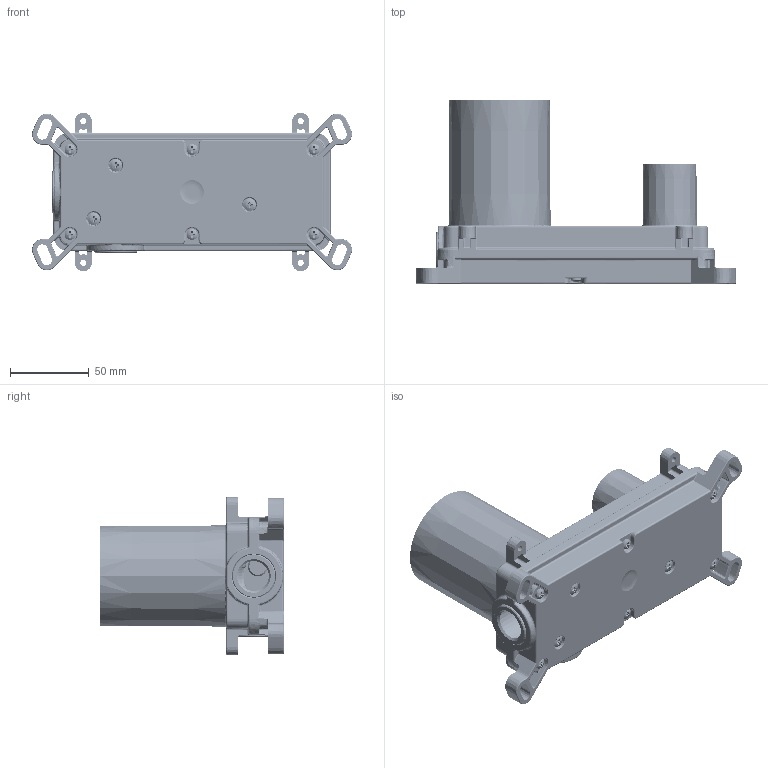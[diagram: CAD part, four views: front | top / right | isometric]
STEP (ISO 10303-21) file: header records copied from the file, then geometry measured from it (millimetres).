
FILE_DESCRIPTION(('CATIA V5 STEP Exchange','CAx-IF Rec.Pracs.--- Model Styling and Organization---1.5--- 2016-08-15','CAx-IF Rec.Pracs.---Supplemental Geometry---1.0---2011-11-01','CAx-IF Rec.Pracs.--- Composite Materials ---3.4---2017-06-13','CAx-IF Rec.Pracs.---Tessellated 3D Geometry---1.0---2015-12-17'),'2;1');
FILE_NAME('ZA00245004 - rendering.stp','2024-01-31T07:29:22+00:00',('none'),('none'),'CATIA Version 5-6 Release 2020 SP2','CATIA V5 STEP AP242 v2','none');
FILE_SCHEMA(('AP242_MANAGED_MODEL_BASED_3D_ENGINEERING_MIM_LF {1 0 10303 442 1 1 4}'));
Length unit declared in the file: millimetre
Products named in the file (1): PR.0518.20_AllCATPart
Bounding box: 203.16 x 116.5 x 100.63 mm (x, y, z)
Volume: 183821.5 mm3; surface area: 215170.8 mm2
Topology: 27 solids, 307 shells, 4637 faces, 13578 edges, 9142 vertices
Faces by surface type: plane 1543, cylinder 1208, bspline 942, torus 391, cone 385, sphere 153, extrusion 9, revolution 6
Entity records: 197869 total; most frequent: CARTESIAN_POINT 94613, ORIENTED_EDGE 25345, EDGE_CURVE 13368, DIRECTION 12933, VERTEX_POINT 9142, AXIS2_PLACEMENT_3D 5558, VECTOR 5072, LINE 5063
